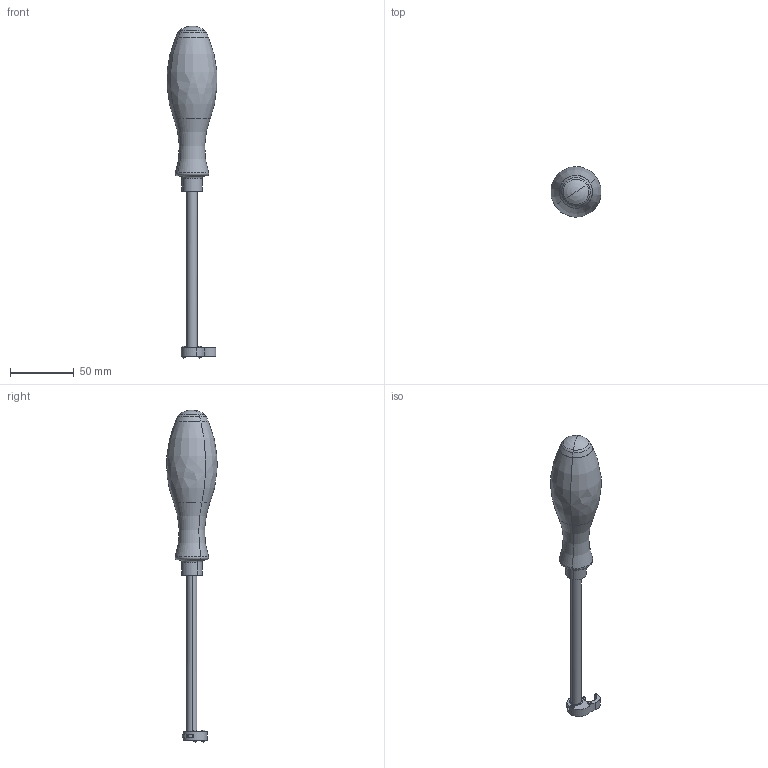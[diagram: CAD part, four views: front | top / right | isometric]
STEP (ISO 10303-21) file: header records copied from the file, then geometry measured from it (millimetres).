
FILE_DESCRIPTION(('CATIA V5 STEP Exchange','CAx-IF Rec.Pracs.--- Model Styling and Organization---1.5--- 2016-08-15','CAx-IF Rec.Pracs.---Supplemental Geometry---1.0---2011-11-01','CAx-IF Rec.Pracs.--- Composite Materials ---1.1---2010-07-15'),'2;1');
FILE_NAME ('025868-3_0', '2025-11-03T06:20:54+00:00', ('none'), ('Weidmueller'), 'CATIA Version 5-6 Release 2024 SP4', 'CATIA V5 STEP AP214 v3', 'none');
FILE_SCHEMA(('AUTOMOTIVE_DESIGN { 1 0 10303 214 1 1 1 1 }'));
Length unit declared in the file: millimetre
Products named in the file (1): 1900010000
Bounding box: 39.13 x 39.55 x 261.18 mm (x, y, z)
Volume: 96645.2 mm3; surface area: 17974.7 mm2
Topology: 2 solids, 2 shells, 143 faces, 400 edges, 253 vertices
Faces by surface type: cylinder 71, plane 48, sphere 10, torus 8, revolution 6
Entity records: 4418 total; most frequent: CARTESIAN_POINT 831, ORIENTED_EDGE 780, DIRECTION 602, EDGE_CURVE 390, AXIS2_PLACEMENT_3D 330, VERTEX_POINT 253, CIRCLE 222, VECTOR 160
